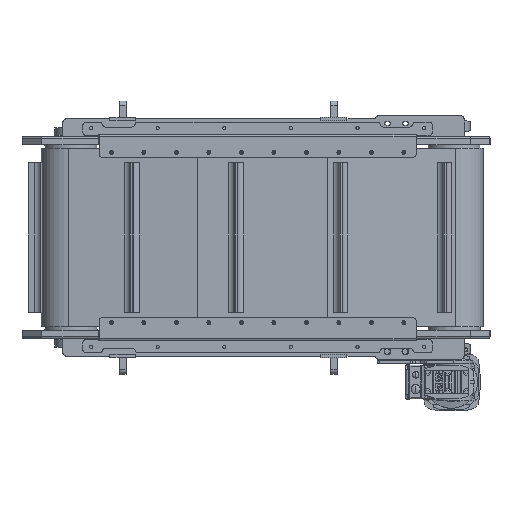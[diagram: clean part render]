
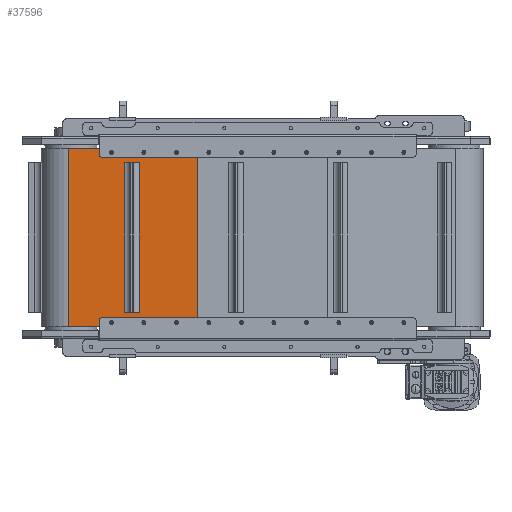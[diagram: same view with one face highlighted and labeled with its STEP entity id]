
A CAD part, front view. The second image highlights one B-rep face of the part: STEP entity #37596.
In plain terms, the highlighted planar face has unit normal (-0.064, -0.998, 0).
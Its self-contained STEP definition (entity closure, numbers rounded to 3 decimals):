
#2407=FACE_BOUND('',#8247,.T.);
#5787=FACE_OUTER_BOUND('',#8246,.T.);
#8246=EDGE_LOOP('',(#29590,#29591,#29592,#29593));
#8247=EDGE_LOOP('',(#29594,#29595,#29596,#29597));
#11302=LINE('',#58752,#14677);
#11306=LINE('',#58760,#14681);
#11319=LINE('',#58794,#14694);
#11321=LINE('',#58797,#14696);
#11364=LINE('',#58907,#14739);
#11372=LINE('',#58926,#14747);
#11373=LINE('',#58929,#14748);
#11374=LINE('',#58930,#14749);
#14677=VECTOR('',#46762,10.);
#14681=VECTOR('',#46768,10.);
#14694=VECTOR('',#46801,10.);
#14696=VECTOR('',#46805,10.);
#14739=VECTOR('',#46906,10.);
#14747=VECTOR('',#46926,10.);
#14748=VECTOR('',#46929,10.);
#14749=VECTOR('',#46930,10.);
#18036=VERTEX_POINT('',#58750);
#18037=VERTEX_POINT('',#58751);
#18040=VERTEX_POINT('',#58759);
#18051=VERTEX_POINT('',#58793);
#18088=VERTEX_POINT('',#58904);
#18089=VERTEX_POINT('',#58906);
#18094=VERTEX_POINT('',#58924);
#18095=VERTEX_POINT('',#58928);
#22193=EDGE_CURVE('',#18036,#18037,#11302,.T.);
#22197=EDGE_CURVE('',#18040,#18036,#11306,.T.);
#22214=EDGE_CURVE('',#18051,#18040,#11319,.T.);
#22216=EDGE_CURVE('',#18037,#18051,#11321,.T.);
#22270=EDGE_CURVE('',#18088,#18089,#11364,.T.);
#22280=EDGE_CURVE('',#18088,#18094,#11372,.T.);
#22281=EDGE_CURVE('',#18095,#18094,#11373,.T.);
#22282=EDGE_CURVE('',#18089,#18095,#11374,.T.);
#29590=ORIENTED_EDGE('',*,*,#22280,.T.);
#29591=ORIENTED_EDGE('',*,*,#22281,.F.);
#29592=ORIENTED_EDGE('',*,*,#22282,.F.);
#29593=ORIENTED_EDGE('',*,*,#22270,.F.);
#29594=ORIENTED_EDGE('',*,*,#22197,.T.);
#29595=ORIENTED_EDGE('',*,*,#22193,.T.);
#29596=ORIENTED_EDGE('',*,*,#22216,.T.);
#29597=ORIENTED_EDGE('',*,*,#22214,.T.);
#36046=PLANE('',#40320);
#37596=ADVANCED_FACE('',(#5787,#2407),#36046,.T.);
#40320=AXIS2_PLACEMENT_3D('',#58927,#46927,#46928);
#46762=DIRECTION('',(0.,0.,1.));
#46768=DIRECTION('',(-0.998,0.064,0.));
#46801=DIRECTION('',(0.,0.,-1.));
#46805=DIRECTION('',(0.998,-0.064,0.));
#46906=DIRECTION('',(-0.998,0.064,0.));
#46926=DIRECTION('',(0.,0.,1.));
#46927=DIRECTION('center_axis',(-0.064,-0.998,
0.));
#46928=DIRECTION('ref_axis',(0.998,-0.064,0.));
#46929=DIRECTION('',(0.998,-0.064,0.));
#46930=DIRECTION('',(0.,0.,1.));
#58750=CARTESIAN_POINT('',(-422.761,-100.831,-230.));
#58751=CARTESIAN_POINT('',(-422.761,-100.831,230.));
#58752=CARTESIAN_POINT('',(-422.761,-100.831,0.));
#58759=CARTESIAN_POINT('',(-378.85,-103.627,-230.));
#58760=CARTESIAN_POINT('',(-498.262,-96.023,-230.));
#58793=CARTESIAN_POINT('',(-378.85,-103.627,230.));
#58794=CARTESIAN_POINT('',(-378.85,-103.627,0.));
#58797=CARTESIAN_POINT('',(-498.262,-96.023,230.));
#58904=CARTESIAN_POINT('',(-200.223,-115.,-275.));
#58906=CARTESIAN_POINT('',(-595.719,-89.818,-275.));
#58907=CARTESIAN_POINT('',(-595.719,-89.818,-275.));
#58924=CARTESIAN_POINT('',(-200.223,-115.,275.));
#58926=CARTESIAN_POINT('',(-200.223,-115.,0.));
#58927=CARTESIAN_POINT('Origin',(-595.719,-89.818,0.));
#58928=CARTESIAN_POINT('',(-595.719,-89.818,275.));
#58929=CARTESIAN_POINT('',(-595.719,-89.818,275.));
#58930=CARTESIAN_POINT('',(-595.719,-89.818,0.));
